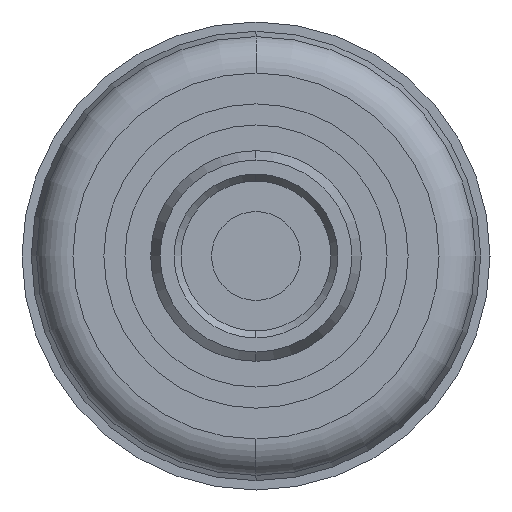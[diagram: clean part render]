
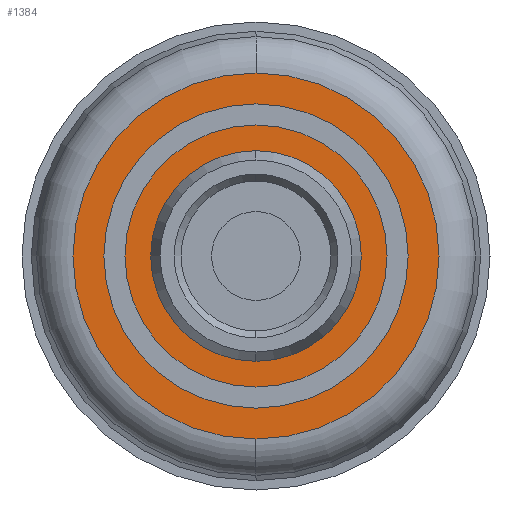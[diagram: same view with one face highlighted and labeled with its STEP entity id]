
A CAD part, left-side view. The second image highlights one B-rep face of the part: STEP entity #1384.
In plain terms, the highlighted planar face has unit normal (-1, 0, 0).
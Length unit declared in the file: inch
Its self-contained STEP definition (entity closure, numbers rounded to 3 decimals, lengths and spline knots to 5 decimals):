
#168 = EDGE_CURVE ( 'NONE', #838, #835, #522, .T. ) ;
#171 = EDGE_CURVE ( 'NONE', #836, #752, #525, .T. ) ;
#203 = EDGE_CURVE ( 'NONE', #835, #838, #2707, .T. ) ;
#206 = EDGE_CURVE ( 'NONE', #752, #836, #2710, .T. ) ;
#231 = AXIS2_PLACEMENT_3D ( 'NONE', #1523, #1497, #1495 ) ;
#330 = AXIS2_PLACEMENT_3D ( 'NONE', #1569, #1571, #1573 ) ;
#336 = AXIS2_PLACEMENT_3D ( 'NONE', #1536, #1538, #1541 ) ;
#367 = AXIS2_PLACEMENT_3D ( 'NONE', #2260, #2259, #2258 ) ;
#371 = AXIS2_PLACEMENT_3D ( 'NONE', #2244, #2245, #2246 ) ;
#522 = CIRCLE ( 'NONE', #371, 0.154 ) ;
#525 = CIRCLE ( 'NONE', #367, 0.08858 ) ;
#752 = VERTEX_POINT ( 'NONE', #1964 ) ;
#835 = VERTEX_POINT ( 'NONE', #1802 ) ;
#836 = VERTEX_POINT ( 'NONE', #1797 ) ;
#838 = VERTEX_POINT ( 'NONE', #1791 ) ;
#1005 = ORIENTED_EDGE ( 'NONE', *, *, #168, .T. ) ;
#1065 = ORIENTED_EDGE ( 'NONE', *, *, #171, .F. ) ;
#1066 = ORIENTED_EDGE ( 'NONE', *, *, #206, .F. ) ;
#1074 = ORIENTED_EDGE ( 'NONE', *, *, #203, .T. ) ;
#1384 = ADVANCED_FACE ( 'NONE', ( #2784, #2792 ), #1506, .F. ) ;
#1495 = DIRECTION ( 'NONE',  ( 0., 0., -1. ) ) ;
#1497 = DIRECTION ( 'NONE',  ( 1., 0., 0. ) ) ;
#1506 = PLANE ( 'NONE',  #231 ) ;
#1523 = CARTESIAN_POINT ( 'NONE',  ( 0.28346, 0., 0. ) ) ;
#1536 = CARTESIAN_POINT ( 'NONE',  ( 0.28346, 0., 0. ) ) ;
#1538 = DIRECTION ( 'NONE',  ( -1., 0., 0. ) ) ;
#1541 = DIRECTION ( 'NONE',  ( 0., 0., 1. ) ) ;
#1569 = CARTESIAN_POINT ( 'NONE',  ( 0.28346, 0., 0. ) ) ;
#1571 = DIRECTION ( 'NONE',  ( -1., 0., 0. ) ) ;
#1573 = DIRECTION ( 'NONE',  ( 0., 0., 1. ) ) ;
#1791 = CARTESIAN_POINT ( 'NONE',  ( 0.28346, 0., -0.154 ) ) ;
#1797 = CARTESIAN_POINT ( 'NONE',  ( 0.28346, 0., -0.08858 ) ) ;
#1802 = CARTESIAN_POINT ( 'NONE',  ( 0.28346, 0., 0.154 ) ) ;
#1964 = CARTESIAN_POINT ( 'NONE',  ( 0.28346, 0., 0.08858 ) ) ;
#2216 = EDGE_LOOP ( 'NONE', ( #1074, #1005 ) ) ;
#2219 = EDGE_LOOP ( 'NONE', ( #1066, #1065 ) ) ;
#2244 = CARTESIAN_POINT ( 'NONE',  ( 0.28346, 0., 0. ) ) ;
#2245 = DIRECTION ( 'NONE',  ( -1., 0., 0. ) ) ;
#2246 = DIRECTION ( 'NONE',  ( 0., 0., 1. ) ) ;
#2258 = DIRECTION ( 'NONE',  ( 0., 0., 1. ) ) ;
#2259 = DIRECTION ( 'NONE',  ( -1., 0., 0. ) ) ;
#2260 = CARTESIAN_POINT ( 'NONE',  ( 0.28346, 0., 0. ) ) ;
#2707 = CIRCLE ( 'NONE', #336, 0.154 ) ;
#2710 = CIRCLE ( 'NONE', #330, 0.08858 ) ;
#2784 = FACE_BOUND ( 'NONE', #2219, .T. ) ;
#2792 = FACE_OUTER_BOUND ( 'NONE', #2216, .T. ) ;
